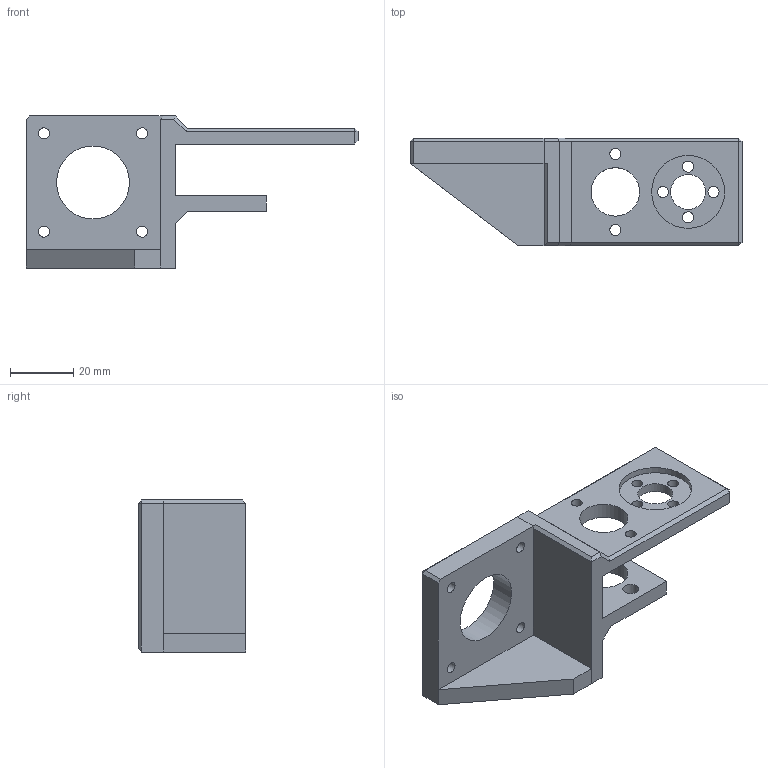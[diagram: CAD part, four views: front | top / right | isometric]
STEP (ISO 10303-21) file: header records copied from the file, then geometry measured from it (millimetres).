
FILE_DESCRIPTION(('FreeCAD Model'),'2;1');
FILE_NAME('MotorHolder.step','2020-08-11T22:07:36',(''),(''), 'Open CASCADE STEP processor 7.3','FreeCAD','Unknown');
FILE_SCHEMA(('CONFIG_CONTROL_DESIGN','SHAPE_APPEARANCE_LAYER_MIM'));
Length unit declared in the file: millimetre
Products named in the file (1): MotorHolder
Bounding box: 104.8 x 34 x 48 mm (x, y, z)
Volume: 35881.6 mm3; surface area: 16417.9 mm2
Topology: 1 solids, 1 shells, 60 faces, 148 edges, 91 vertices
Faces by surface type: plane 43, cylinder 17
Full cylindrical faces by diameter (mm): 3.5 x10, 5 x2, 11 x1, 15.3 x2, 23 x2
Entity records: 1857 total; most frequent: DIRECTION 304, CARTESIAN_POINT 300, ORIENTED_EDGE 296, EDGE_CURVE 148, LINE 114, VECTOR 114, AXIS2_PLACEMENT_3D 95, FACE_BOUND 93
